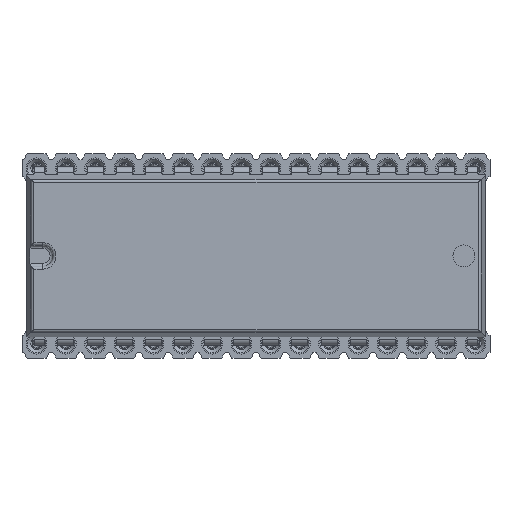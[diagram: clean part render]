
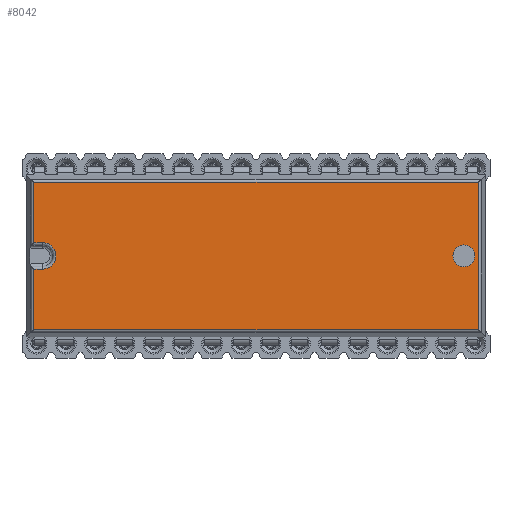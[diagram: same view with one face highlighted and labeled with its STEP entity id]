
A CAD part, top view. The second image highlights one B-rep face of the part: STEP entity #8042.
In plain terms, the highlighted planar face has unit normal (0, 0, 1).
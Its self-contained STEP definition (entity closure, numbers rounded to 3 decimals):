
#8042=ADVANCED_FACE('',(#18750,#18752),#18754,.T.);
#18750=FACE_BOUND('',#18751,.T.);
#18751=EDGE_LOOP('',(#25553,#25554,#25555,#25556,#25557,#25558,#25559,#25560));
#18752=FACE_BOUND('',#18753,.T.);
#18753=EDGE_LOOP('',(#25561));
#18754=PLANE('',#18755);
#18755=AXIS2_PLACEMENT_3D('',#18756,#18757,#18758);
#18756=CARTESIAN_POINT('',(0.,0.,3.9));
#18757=DIRECTION('',(0.,0.,1.));
#18758=DIRECTION('',(1.,0.,0.));
#25553=ORIENTED_EDGE('',*,*,#29829,.T.);
#25554=ORIENTED_EDGE('',*,*,#29837,.T.);
#25555=ORIENTED_EDGE('',*,*,#29835,.T.);
#25556=ORIENTED_EDGE('',*,*,#29834,.T.);
#25557=ORIENTED_EDGE('',*,*,#29820,.T.);
#25558=ORIENTED_EDGE('',*,*,#29818,.T.);
#25559=ORIENTED_EDGE('',*,*,#29816,.T.);
#25560=ORIENTED_EDGE('',*,*,#29832,.T.);
#25561=ORIENTED_EDGE('',*,*,#29838,.T.);
#29816=EDGE_CURVE('',#33839,#33837,#33840,.T.);
#29818=EDGE_CURVE('',#33842,#33839,#33843,.T.);
#29820=EDGE_CURVE('',#33845,#33842,#33846,.T.);
#29829=EDGE_CURVE('',#33859,#33860,#33861,.F.);
#29832=EDGE_CURVE('',#33837,#33859,#33864,.T.);
#29834=EDGE_CURVE('',#33865,#33845,#33867,.T.);
#29835=EDGE_CURVE('',#33868,#33865,#33869,.F.);
#29837=EDGE_CURVE('',#33860,#33868,#33871,.F.);
#29838=EDGE_CURVE('',#33872,#33872,#33873,.F.);
#33837=VERTEX_POINT('',#44929);
#33839=VERTEX_POINT('',#44934);
#33840=LINE('',#44935,#44936);
#33842=VERTEX_POINT('',#44942);
#33843=LINE('',#44943,#44944);
#33845=VERTEX_POINT('',#44950);
#33846=LINE('',#44951,#44952);
#33859=VERTEX_POINT('',#44986);
#33860=VERTEX_POINT('',#44987);
#33861=LINE('',#44988,#44989);
#33864=LINE('',#44999,#45000);
#33865=VERTEX_POINT('',#45002);
#33867=LINE('',#45007,#45008);
#33868=VERTEX_POINT('',#45010);
#33869=LINE('',#45011,#45012);
#33871=CIRCLE('',#45018,1.15);
#33872=VERTEX_POINT('',#45022);
#33873=CIRCLE('',#45023,0.95);
#44929=CARTESIAN_POINT('',(-0.251,14.016,3.9));
#44934=CARTESIAN_POINT('',(38.351,14.016,3.9));
#44935=CARTESIAN_POINT('',(38.351,14.016,3.9));
#44936=VECTOR('',#44937,1.);
#44937=DIRECTION('',(-1.,0.,0.));
#44942=CARTESIAN_POINT('',(38.351,1.224,3.9));
#44943=CARTESIAN_POINT('',(38.351,1.224,3.9));
#44944=VECTOR('',#44945,1.);
#44945=DIRECTION('',(0.,1.,0.));
#44950=CARTESIAN_POINT('',(-0.251,1.224,3.9));
#44951=CARTESIAN_POINT('',(-0.251,1.224,3.9));
#44952=VECTOR('',#44953,1.);
#44953=DIRECTION('',(1.,0.,0.));
#44986=CARTESIAN_POINT('',(-0.251,8.77,3.9));
#44987=CARTESIAN_POINT('',(0.515,8.77,3.9));
#44988=CARTESIAN_POINT('',(0.515,8.77,3.9));
#44989=VECTOR('',#44990,1.);
#44990=DIRECTION('',(-1.,0.,0.));
#44999=CARTESIAN_POINT('',(-0.251,14.016,3.9));
#45000=VECTOR('',#45001,1.);
#45001=DIRECTION('',(0.,-1.,0.));
#45002=CARTESIAN_POINT('',(-0.251,6.47,3.9));
#45007=CARTESIAN_POINT('',(-0.251,6.47,3.9));
#45008=VECTOR('',#45009,1.);
#45009=DIRECTION('',(0.,-1.,0.));
#45010=CARTESIAN_POINT('',(0.515,6.47,3.9));
#45011=CARTESIAN_POINT('',(-0.251,6.47,3.9));
#45012=VECTOR('',#45013,1.);
#45013=DIRECTION('',(1.,0.,0.));
#45018=AXIS2_PLACEMENT_3D('',#45019,#45020,#45021);
#45019=CARTESIAN_POINT('',(0.515,7.62,3.9));
#45020=DIRECTION('',(-0.,0.,1.));
#45021=DIRECTION('',(0.,-1.,0.));
#45022=CARTESIAN_POINT('',(38.05,7.62,3.9));
#45023=AXIS2_PLACEMENT_3D('',#45024,#45025,#45026);
#45024=CARTESIAN_POINT('',(37.1,7.62,3.9));
#45025=DIRECTION('',(0.,0.,1.));
#45026=DIRECTION('',(1.,0.,0.));
